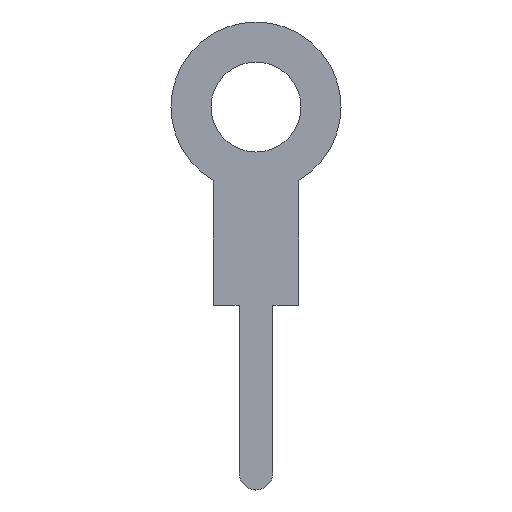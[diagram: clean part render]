
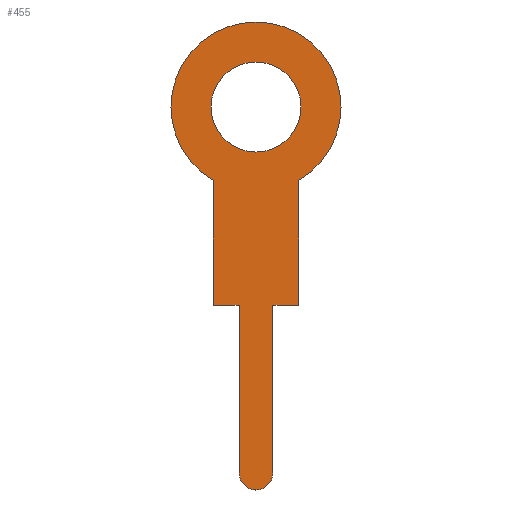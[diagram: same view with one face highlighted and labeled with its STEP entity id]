
A CAD part, top view. The second image highlights one B-rep face of the part: STEP entity #455.
In plain terms, the highlighted planar face has unit normal (0, 0, 1).
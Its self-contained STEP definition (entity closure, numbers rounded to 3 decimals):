
#2 = VERTEX_POINT ( 'NONE', #49 ) ;
#11 = FACE_BOUND ( 'NONE', #484, .T. ) ;
#13 = DIRECTION ( 'NONE',  ( 1., 0., 0. ) ) ;
#14 = ORIENTED_EDGE ( 'NONE', *, *, #314, .F. ) ;
#17 = VERTEX_POINT ( 'NONE', #80 ) ;
#19 = AXIS2_PLACEMENT_3D ( 'NONE', #227, #500, #31 ) ;
#24 = ORIENTED_EDGE ( 'NONE', *, *, #150, .T. ) ;
#25 = EDGE_CURVE ( 'NONE', #335, #173, #226, .T. ) ;
#30 = CARTESIAN_POINT ( 'NONE',  ( -0.595, -239.412, 0.508 ) ) ;
#31 = DIRECTION ( 'NONE',  ( 1., 0., 0. ) ) ;
#41 = DIRECTION ( 'NONE',  ( 0., 1., 0. ) ) ;
#47 = AXIS2_PLACEMENT_3D ( 'NONE', #135, #415, #57 ) ;
#49 = CARTESIAN_POINT ( 'NONE',  ( 1.585, -232.422, 0.508 ) ) ;
#50 = EDGE_CURVE ( 'NONE', #235, #51, #512, .T. ) ;
#51 = VERTEX_POINT ( 'NONE', #434 ) ;
#54 = VECTOR ( 'NONE', #41, 1000. ) ;
#57 = DIRECTION ( 'NONE',  ( 1., 0., 0. ) ) ;
#59 = EDGE_CURVE ( 'NONE', #269, #335, #365, .T. ) ;
#68 = CARTESIAN_POINT ( 'NONE',  ( -1.5, -235.015, 0.508 ) ) ;
#69 = DIRECTION ( 'NONE',  ( 1., 0., 0. ) ) ;
#74 = VERTEX_POINT ( 'NONE', #396 ) ;
#75 = EDGE_LOOP ( 'NONE', ( #24, #143, #317, #373, #234, #178, #338, #102, #332, #308, #341 ) ) ;
#80 = CARTESIAN_POINT ( 'NONE',  ( -0.595, -245.312, 0.508 ) ) ;
#82 = FACE_OUTER_BOUND ( 'NONE', #75, .T. ) ;
#83 = CARTESIAN_POINT ( 'NONE',  ( 0.595, -245.312, 0.508 ) ) ;
#84 = CARTESIAN_POINT ( 'NONE',  ( 0., -232.422, 0.508 ) ) ;
#88 = CARTESIAN_POINT ( 'NONE',  ( 1.5, -235.015, 0.508 ) ) ;
#91 = DIRECTION ( 'NONE',  ( 1., 0., 0. ) ) ;
#99 = VECTOR ( 'NONE', #91, 1000. ) ;
#102 = ORIENTED_EDGE ( 'NONE', *, *, #505, .T. ) ;
#107 = VERTEX_POINT ( 'NONE', #83 ) ;
#129 = EDGE_CURVE ( 'NONE', #173, #326, #430, .T. ) ;
#131 = CARTESIAN_POINT ( 'NONE',  ( 1.5, -239.412, 0.508 ) ) ;
#135 = CARTESIAN_POINT ( 'NONE',  ( -0.005, -245.312, 0.508 ) ) ;
#143 = ORIENTED_EDGE ( 'NONE', *, *, #194, .T. ) ;
#144 = CARTESIAN_POINT ( 'NONE',  ( 0., -245.912, 0.508 ) ) ;
#147 = DIRECTION ( 'NONE',  ( 0., 1., 0. ) ) ;
#150 = EDGE_CURVE ( 'NONE', #362, #17, #285, .T. ) ;
#151 = CIRCLE ( 'NONE', #384, 1.585 ) ;
#152 = CARTESIAN_POINT ( 'NONE',  ( 0.595, -239.412, 0.508 ) ) ;
#160 = VECTOR ( 'NONE', #363, 1000. ) ;
#161 = DIRECTION ( 'NONE',  ( 0., 0., 1. ) ) ;
#171 = AXIS2_PLACEMENT_3D ( 'NONE', #330, #485, #328 ) ;
#173 = VERTEX_POINT ( 'NONE', #88 ) ;
#178 = ORIENTED_EDGE ( 'NONE', *, *, #25, .T. ) ;
#194 = EDGE_CURVE ( 'NONE', #17, #427, #277, .T. ) ;
#198 = EDGE_CURVE ( 'NONE', #74, #362, #371, .T. ) ;
#203 = CARTESIAN_POINT ( 'NONE',  ( -0.595, -239.412, 0.508 ) ) ;
#217 = CARTESIAN_POINT ( 'NONE',  ( 0., -232.422, 0.508 ) ) ;
#224 = CIRCLE ( 'NONE', #312, 2.995 ) ;
#226 = LINE ( 'NONE', #131, #379 ) ;
#227 = CARTESIAN_POINT ( 'NONE',  ( 0., -232.422, 0.508 ) ) ;
#234 = ORIENTED_EDGE ( 'NONE', *, *, #59, .T. ) ;
#235 = VERTEX_POINT ( 'NONE', #402 ) ;
#237 = CARTESIAN_POINT ( 'NONE',  ( 0., -232.422, 0.508 ) ) ;
#240 = DIRECTION ( 'NONE',  ( 0., 0., 1. ) ) ;
#260 = VECTOR ( 'NONE', #280, 1000. ) ;
#266 = PLANE ( 'NONE',  #19 ) ;
#267 = EDGE_CURVE ( 'NONE', #107, #269, #366, .T. ) ;
#269 = VERTEX_POINT ( 'NONE', #152 ) ;
#273 = CARTESIAN_POINT ( 'NONE',  ( 1.5, -239.412, 0.508 ) ) ;
#277 = CIRCLE ( 'NONE', #171, 0.6 ) ;
#279 = DIRECTION ( 'NONE',  ( 1., 0., 0. ) ) ;
#280 = DIRECTION ( 'NONE',  ( 0., -1., 0. ) ) ;
#285 = LINE ( 'NONE', #203, #260 ) ;
#287 = CIRCLE ( 'NONE', #421, 1.585 ) ;
#293 = ORIENTED_EDGE ( 'NONE', *, *, #416, .F. ) ;
#306 = DIRECTION ( 'NONE',  ( 0., -1., 0. ) ) ;
#307 = CARTESIAN_POINT ( 'NONE',  ( 2.995, -232.422, 0.508 ) ) ;
#308 = ORIENTED_EDGE ( 'NONE', *, *, #445, .T. ) ;
#311 = CARTESIAN_POINT ( 'NONE',  ( 0., -232.422, 0.508 ) ) ;
#312 = AXIS2_PLACEMENT_3D ( 'NONE', #217, #491, #13 ) ;
#314 = EDGE_CURVE ( 'NONE', #2, #334, #151, .T. ) ;
#317 = ORIENTED_EDGE ( 'NONE', *, *, #497, .T. ) ;
#320 = DIRECTION ( 'NONE',  ( 0., 0., 1. ) ) ;
#326 = VERTEX_POINT ( 'NONE', #307 ) ;
#328 = DIRECTION ( 'NONE',  ( 1., 0., 0. ) ) ;
#330 = CARTESIAN_POINT ( 'NONE',  ( 0.005, -245.312, 0.508 ) ) ;
#332 = ORIENTED_EDGE ( 'NONE', *, *, #50, .T. ) ;
#334 = VERTEX_POINT ( 'NONE', #510 ) ;
#335 = VERTEX_POINT ( 'NONE', #273 ) ;
#338 = ORIENTED_EDGE ( 'NONE', *, *, #129, .T. ) ;
#339 = LINE ( 'NONE', #68, #513 ) ;
#341 = ORIENTED_EDGE ( 'NONE', *, *, #198, .T. ) ;
#362 = VERTEX_POINT ( 'NONE', #30 ) ;
#363 = DIRECTION ( 'NONE',  ( 1., 0., 0. ) ) ;
#365 = LINE ( 'NONE', #439, #160 ) ;
#366 = LINE ( 'NONE', #403, #54 ) ;
#371 = LINE ( 'NONE', #487, #99 ) ;
#373 = ORIENTED_EDGE ( 'NONE', *, *, #267, .T. ) ;
#379 = VECTOR ( 'NONE', #147, 1000. ) ;
#384 = AXIS2_PLACEMENT_3D ( 'NONE', #311, #320, #428 ) ;
#387 = CARTESIAN_POINT ( 'NONE',  ( 0., -232.422, 0.508 ) ) ;
#396 = CARTESIAN_POINT ( 'NONE',  ( -1.5, -239.412, 0.508 ) ) ;
#398 = AXIS2_PLACEMENT_3D ( 'NONE', #84, #240, #516 ) ;
#402 = CARTESIAN_POINT ( 'NONE',  ( -2.995, -232.422, 0.508 ) ) ;
#403 = CARTESIAN_POINT ( 'NONE',  ( 0.595, -245.912, 0.508 ) ) ;
#415 = DIRECTION ( 'NONE',  ( 0., 0., 1. ) ) ;
#416 = EDGE_CURVE ( 'NONE', #334, #2, #287, .T. ) ;
#421 = AXIS2_PLACEMENT_3D ( 'NONE', #387, #464, #69 ) ;
#427 = VERTEX_POINT ( 'NONE', #144 ) ;
#428 = DIRECTION ( 'NONE',  ( 1., 0., 0. ) ) ;
#430 = CIRCLE ( 'NONE', #398, 2.995 ) ;
#434 = CARTESIAN_POINT ( 'NONE',  ( -1.5, -235.015, 0.508 ) ) ;
#435 = CIRCLE ( 'NONE', #47, 0.6 ) ;
#439 = CARTESIAN_POINT ( 'NONE',  ( 0.595, -239.412, 0.508 ) ) ;
#445 = EDGE_CURVE ( 'NONE', #51, #74, #339, .T. ) ;
#454 = AXIS2_PLACEMENT_3D ( 'NONE', #237, #161, #279 ) ;
#455 = ADVANCED_FACE ( 'NONE', ( #82, #11 ), #266, .T. ) ;
#464 = DIRECTION ( 'NONE',  ( 0., 0., 1. ) ) ;
#484 = EDGE_LOOP ( 'NONE', ( #293, #14 ) ) ;
#485 = DIRECTION ( 'NONE',  ( 0., 0., 1. ) ) ;
#487 = CARTESIAN_POINT ( 'NONE',  ( -1.5, -239.412, 0.508 ) ) ;
#491 = DIRECTION ( 'NONE',  ( 0., 0., 1. ) ) ;
#497 = EDGE_CURVE ( 'NONE', #427, #107, #435, .T. ) ;
#500 = DIRECTION ( 'NONE',  ( 0., 0., 1. ) ) ;
#505 = EDGE_CURVE ( 'NONE', #326, #235, #224, .T. ) ;
#510 = CARTESIAN_POINT ( 'NONE',  ( -1.585, -232.422, 0.508 ) ) ;
#512 = CIRCLE ( 'NONE', #454, 2.995 ) ;
#513 = VECTOR ( 'NONE', #306, 1000. ) ;
#516 = DIRECTION ( 'NONE',  ( 1., 0., 0. ) ) ;
